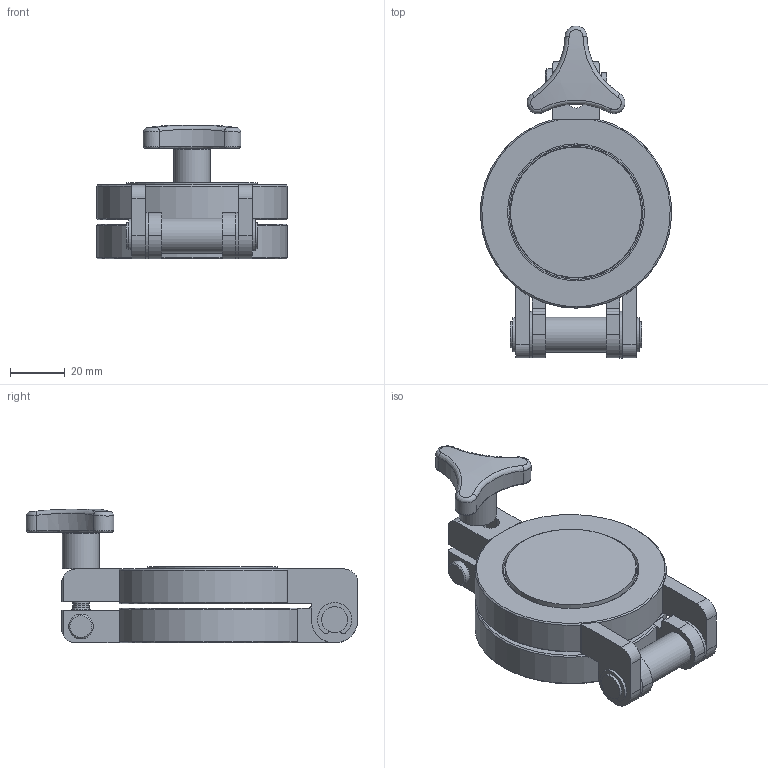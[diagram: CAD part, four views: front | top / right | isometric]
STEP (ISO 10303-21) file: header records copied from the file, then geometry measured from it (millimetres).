
FILE_DESCRIPTION (( 'STEP AP214' ), '1' );
FILE_NAME ('QAD35.STEP', '2022-03-14T09:56:40', ( '' ), ( '' ), 'SwSTEP 2.0', 'SolidWorks 2022', '' );
FILE_SCHEMA (( 'AUTOMOTIVE_DESIGN' ));
Length unit declared in the file: millimetre
Products named in the file (21): QAD35-DB; QAD35-DOOR; QAD35-SPACER; QAD35-LFB; QAD35-WASHER; QAD35-PIN; WDS8147-412-P1_8147-412; QAD35-FLANGE; QAD35; QAD35-CATCH-RET; QAD35-HINGE; CIRCLIP; QAD35-RFB; WDS8147-412-P3_M6-12-STEEL; QAD35-SWIVEL; VPZ38LA-0300; QAD35-CATCHP; WDS8147-412; QAD35-CATCH-BLOCK; VPZ38LA-0200
Assembly tree (22 placements, depth 3):
  QAD35
    QAD35-FLANGE
    QAD35-HINGE
      QAD35-PIN
      QAD35-SPACER
      QAD35-LFB
      QAD35-RFB
      QAD35-WASHER  x2
      QAD35-DB
      QAD35-DB
      CIRCLIP  x2
    QAD35-DOOR
    QAD35-CATCH-BLOCK
    QAD35-CATCH-RET
    VPZ38LA-0200
    VPZ38LA-0300
    QAD35-CATCHP
    QAD35-SWIVEL
    WDS8147-412
      WDS8147-412-P1_8147-412
      WDS8147-412-P3_M6-12-STEEL
Bounding box: 69.82 x 121.14 x 48.91 mm (x, y, z)
Volume: 86627.9 mm3; surface area: 50020.9 mm2
Topology: 21 solids, 21 shells, 282 faces, 600 edges, 388 vertices
Faces by surface type: plane 116, cylinder 104, cone 29, bspline 21, torus 12
Full cylindrical faces by diameter (mm): 5 x14, 6 x9, 7.6 x2, 9 x3, 9.5 x4, 9.52 x3, 9.7 x2, 10 x4, 10.3 x1, 12 x2, 12.7 x1, 12.75 x2, 13.5 x1, 17 x2, 38 x2, 38.65 x1, 39 x1, 39.65 x1, 43.15 x1, 44.5 x1, 45.5 x1, 47.7 x1, 48 x1, 48.31 x1, 49 x1, 50 x1, 65 x1
Entity records: 8711 total; most frequent: CARTESIAN_POINT 2278, DIRECTION 1202, ORIENTED_EDGE 928, AXIS2_PLACEMENT_3D 509, EDGE_CURVE 464, EDGE_LOOP 420, VERTEX_POINT 356, FACE_OUTER_BOUND 346
